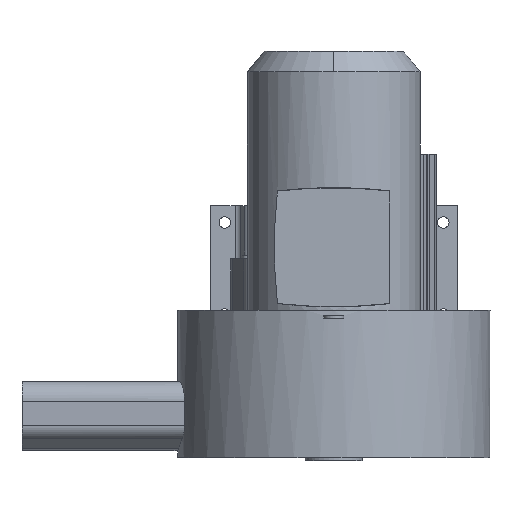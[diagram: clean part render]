
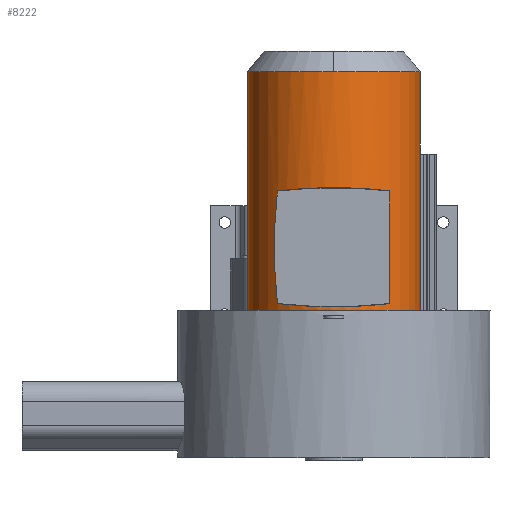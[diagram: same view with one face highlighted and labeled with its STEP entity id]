
A CAD part, front view. The second image highlights one B-rep face of the part: STEP entity #8222.
In plain terms, the highlighted cylindrical face has radius 89 mm (diameter 178 mm), a partial arc.
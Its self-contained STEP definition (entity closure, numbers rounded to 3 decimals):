
#250=CARTESIAN_POINT('',(0.,0.,58.45));
#251=DIRECTION('',(0.,0.,1.));
#252=DIRECTION('',(-1.,0.,0.));
#253=AXIS2_PLACEMENT_3D('',#250,#251,#252);
#2910=DIRECTION('',(0.,0.,1.));
#2911=VECTOR('',#2910,245.8);
#2912=CARTESIAN_POINT('',(89.,0.,58.45));
#2913=LINE('',#2912,#2911);
#2914=CARTESIAN_POINT('',(57.886,-67.603,181.523));
#2915=CARTESIAN_POINT('',(54.353,-70.629,181.935));
#2916=CARTESIAN_POINT('',(46.811,-76.128,182.738));
#2917=CARTESIAN_POINT('',(34.273,-82.533,183.766));
#2918=CARTESIAN_POINT('',(20.981,-86.872,184.509));
#2919=CARTESIAN_POINT('',(7.,-89.094,184.903));
#2920=CARTESIAN_POINT('',(-6.966,-89.096,
184.903));
#2921=CARTESIAN_POINT('',(-20.942,-86.882,
184.51));
#2922=CARTESIAN_POINT('',(-34.247,-82.545,
183.768));
#2923=CARTESIAN_POINT('',(-46.833,-76.121,
182.737));
#2924=CARTESIAN_POINT('',(-54.44,-70.565,
181.926));
#2925=CARTESIAN_POINT('',(-58.009,-67.498,
181.509));
#2927=CARTESIAN_POINT('',(-58.009,-67.498,
181.509));
#2928=CARTESIAN_POINT('',(-59.508,-66.209,
168.677));
#2929=CARTESIAN_POINT('',(-61.508,-64.33,
142.99));
#2930=CARTESIAN_POINT('',(-61.511,-64.327,
104.058));
#2931=CARTESIAN_POINT('',(-59.511,-66.207,
78.343));
#2932=CARTESIAN_POINT('',(-58.009,-67.498,
65.491));
#2934=CARTESIAN_POINT('',(-58.009,-67.498,
65.491));
#2935=CARTESIAN_POINT('',(-54.481,-70.53,
65.079));
#2936=CARTESIAN_POINT('',(-46.947,-76.045,
64.275));
#2937=CARTESIAN_POINT('',(-34.417,-82.473,
63.244));
#2938=CARTESIAN_POINT('',(-21.131,-86.836,
62.498));
#2939=CARTESIAN_POINT('',(-7.151,-89.082,
62.099));
#2940=CARTESIAN_POINT('',(6.819,-89.108,62.095));
#2941=CARTESIAN_POINT('',(20.802,-86.916,62.484));
#2942=CARTESIAN_POINT('',(34.114,-82.6,63.223));
#2943=CARTESIAN_POINT('',(46.706,-76.198,64.251));
#2944=CARTESIAN_POINT('',(54.316,-70.66,65.06));
#2945=CARTESIAN_POINT('',(57.886,-67.603,65.477));
#2947=DIRECTION('',(0.,0.,1.));
#2948=VECTOR('',#2947,116.047);
#2949=CARTESIAN_POINT('',(57.886,-67.603,65.477));
#2950=LINE('',#2949,#2948);
#2951=CARTESIAN_POINT('',(0.,0.,
304.25));
#2952=DIRECTION('',(0.,0.,1.));
#2953=DIRECTION('',(0.,-1.,0.));
#2954=AXIS2_PLACEMENT_3D('',#2951,#2952,#2953);
#2956=DIRECTION('',(0.,0.,1.));
#2957=VECTOR('',#2956,245.8);
#2958=CARTESIAN_POINT('',(-89.,0.,
58.45));
#2959=LINE('',#2958,#2957);
#2960=CARTESIAN_POINT('',(0.,0.,
304.25));
#2961=DIRECTION('',(0.,0.,1.));
#2962=DIRECTION('',(-1.,0.,0.));
#2963=AXIS2_PLACEMENT_3D('',#2960,#2961,#2962);
#3632=CARTESIAN_POINT('',(89.,0.,58.45));
#3633=CARTESIAN_POINT('',(-89.,0.,
58.45));
#3634=VERTEX_POINT('',#3632);
#3635=VERTEX_POINT('',#3633);
#3644=VERTEX_POINT('',#2914);
#3645=VERTEX_POINT('',#2925);
#3646=VERTEX_POINT('',#2932);
#3647=VERTEX_POINT('',#2945);
#3716=CARTESIAN_POINT('',(89.,0.,304.25));
#3718=VERTEX_POINT('',#3716);
#3720=CARTESIAN_POINT('',(-89.,0.,
304.25));
#3721=VERTEX_POINT('',#3720);
#3722=CARTESIAN_POINT('',(0.,-89.,
304.25));
#3723=VERTEX_POINT('',#3722);
#8199=CARTESIAN_POINT('',(0.,0.,
58.45));
#8200=DIRECTION('',(0.,0.,1.));
#8201=DIRECTION('',(1.,0.,0.));
#8202=AXIS2_PLACEMENT_3D('',#8199,#8200,#8201);
#8203=CYLINDRICAL_SURFACE('',#8202,89.);
#8204=ORIENTED_EDGE('',*,*,#8188,.T.);
#8205=ORIENTED_EDGE('',*,*,#8177,.F.);
#8206=ORIENTED_EDGE('',*,*,#3878,.F.);
#8207=ORIENTED_EDGE('',*,*,#8174,.T.);
#8209=ORIENTED_EDGE('',*,*,#8208,.T.);
#8210=EDGE_LOOP('',(#8204,#8205,#8206,#8207,#8209));
#8211=FACE_OUTER_BOUND('',#8210,.F.);
#8213=ORIENTED_EDGE('',*,*,#8212,.T.);
#8215=ORIENTED_EDGE('',*,*,#8214,.T.);
#8217=ORIENTED_EDGE('',*,*,#8216,.T.);
#8219=ORIENTED_EDGE('',*,*,#8218,.T.);
#8220=EDGE_LOOP('',(#8213,#8215,#8217,#8219));
#8221=FACE_BOUND('',#8220,.F.);
#8222=ADVANCED_FACE('',(#8211,#8221),#8203,.T.);
#254=CIRCLE('',#253,89.);
#2926=B_SPLINE_CURVE_WITH_KNOTS('',3,(#2914,#2915,#2916,#2917,#2918,#2919,#2920,
#2921,#2922,#2923,#2924,#2925),.UNSPECIFIED.,.F.,.F.,(4,1,1,1,1,1,1,1,1,4),
(0.,0.111,0.222,0.333,0.444,
0.556,0.667,0.778,0.889,1.),
.UNSPECIFIED.);
#2933=B_SPLINE_CURVE_WITH_KNOTS('',3,(#2927,#2928,#2929,#2930,#2931,#2932),
.UNSPECIFIED.,.F.,.F.,(4,1,1,4),(0.,0.333,0.667,1.),
.UNSPECIFIED.);
#2946=B_SPLINE_CURVE_WITH_KNOTS('',3,(#2934,#2935,#2936,#2937,#2938,#2939,#2940,
#2941,#2942,#2943,#2944,#2945),.UNSPECIFIED.,.F.,.F.,(4,1,1,1,1,1,1,1,1,4),
(0.,0.111,0.222,0.333,0.444,
0.556,0.667,0.778,0.889,1.),
.UNSPECIFIED.);
#2955=CIRCLE('',#2954,89.);
#2964=CIRCLE('',#2963,89.);
#3878=EDGE_CURVE('',#3635,#3634,#254,.T.);
#8174=EDGE_CURVE('',#3635,#3721,#2959,.T.);
#8177=EDGE_CURVE('',#3634,#3718,#2913,.T.);
#8188=EDGE_CURVE('',#3723,#3718,#2955,.T.);
#8208=EDGE_CURVE('',#3721,#3723,#2964,.T.);
#8212=EDGE_CURVE('',#3644,#3645,#2926,.T.);
#8214=EDGE_CURVE('',#3645,#3646,#2933,.T.);
#8216=EDGE_CURVE('',#3646,#3647,#2946,.T.);
#8218=EDGE_CURVE('',#3647,#3644,#2950,.T.);
